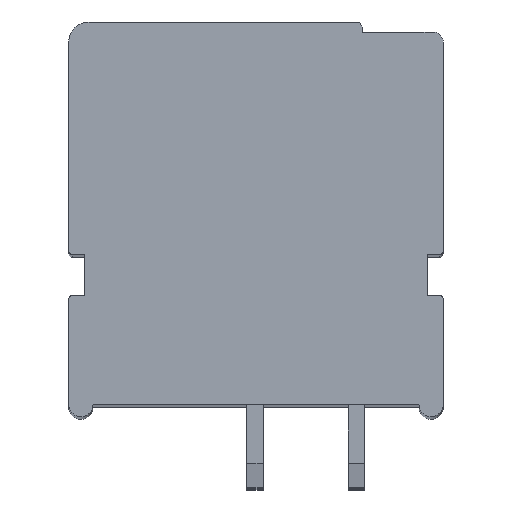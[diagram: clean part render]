
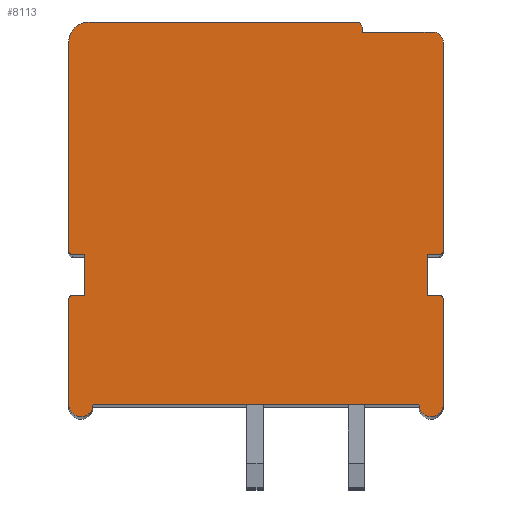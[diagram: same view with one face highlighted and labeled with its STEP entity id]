
A CAD part, top view. The second image highlights one B-rep face of the part: STEP entity #8113.
In plain terms, the highlighted planar face has unit normal (0, 0, 1).
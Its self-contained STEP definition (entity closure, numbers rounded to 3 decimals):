
#1130=CARTESIAN_POINT('',(8.75,8.75,4.7));
#1131=DIRECTION('',(0.,0.,1.));
#1132=DIRECTION('',(1.,0.,0.));
#1133=AXIS2_PLACEMENT_3D('',#1130,#1131,#1132);
#1135=DIRECTION('',(0.,1.,0.));
#1136=VECTOR('',#1135,10.3);
#1137=CARTESIAN_POINT('',(9.25,-1.55,4.7));
#1138=LINE('',#1137,#1136);
#1139=CARTESIAN_POINT('',(9.05,-1.55,4.7));
#1140=DIRECTION('',(0.,0.,1.));
#1141=DIRECTION('',(0.,-1.,0.));
#1142=AXIS2_PLACEMENT_3D('',#1139,#1140,#1141);
#1144=DIRECTION('',(1.,0.,0.));
#1145=VECTOR('',#1144,0.6);
#1146=CARTESIAN_POINT('',(8.45,-1.75,4.7));
#1147=LINE('',#1146,#1145);
#1148=DIRECTION('',(0.,1.,0.));
#1149=VECTOR('',#1148,2.);
#1150=CARTESIAN_POINT('',(8.45,-3.75,4.7));
#1151=LINE('',#1150,#1149);
#1152=DIRECTION('',(-1.,0.,0.));
#1153=VECTOR('',#1152,0.6);
#1154=CARTESIAN_POINT('',(9.05,-3.75,4.7));
#1155=LINE('',#1154,#1153);
#1156=CARTESIAN_POINT('',(9.05,-3.95,4.7));
#1157=DIRECTION('',(0.,0.,1.));
#1158=DIRECTION('',(1.,0.,0.));
#1159=AXIS2_PLACEMENT_3D('',#1156,#1157,#1158);
#1161=DIRECTION('',(0.,1.,0.));
#1162=VECTOR('',#1161,5.2);
#1163=CARTESIAN_POINT('',(9.25,-9.15,4.7));
#1164=LINE('',#1163,#1162);
#1165=CARTESIAN_POINT('',(8.65,-9.15,4.7));
#1166=DIRECTION('',(0.,0.,1.));
#1167=DIRECTION('',(-1.,0.,0.));
#1168=AXIS2_PLACEMENT_3D('',#1165,#1166,#1167);
#1170=DIRECTION('',(1.,0.,0.));
#1171=VECTOR('',#1170,16.1);
#1172=CARTESIAN_POINT('',(-8.05,-9.15,4.7));
#1173=LINE('',#1172,#1171);
#1174=CARTESIAN_POINT('',(-8.65,-9.15,4.7));
#1175=DIRECTION('',(0.,0.,1.));
#1176=DIRECTION('',(-1.,0.,0.));
#1177=AXIS2_PLACEMENT_3D('',#1174,#1175,#1176);
#1179=DIRECTION('',(0.,-1.,0.));
#1180=VECTOR('',#1179,5.2);
#1181=CARTESIAN_POINT('',(-9.25,-3.95,4.7));
#1182=LINE('',#1181,#1180);
#1183=CARTESIAN_POINT('',(-9.05,-3.95,4.7));
#1184=DIRECTION('',(0.,0.,1.));
#1185=DIRECTION('',(0.,1.,0.));
#1186=AXIS2_PLACEMENT_3D('',#1183,#1184,#1185);
#1188=DIRECTION('',(-1.,0.,0.));
#1189=VECTOR('',#1188,0.6);
#1190=CARTESIAN_POINT('',(-8.45,-3.75,4.7));
#1191=LINE('',#1190,#1189);
#1192=DIRECTION('',(0.,-1.,0.));
#1193=VECTOR('',#1192,2.);
#1194=CARTESIAN_POINT('',(-8.45,-1.75,4.7));
#1195=LINE('',#1194,#1193);
#1196=DIRECTION('',(1.,0.,0.));
#1197=VECTOR('',#1196,0.6);
#1198=CARTESIAN_POINT('',(-9.05,-1.75,4.7));
#1199=LINE('',#1198,#1197);
#1200=CARTESIAN_POINT('',(-9.05,-1.55,4.7));
#1201=DIRECTION('',(0.,0.,1.));
#1202=DIRECTION('',(-1.,0.,0.));
#1203=AXIS2_PLACEMENT_3D('',#1200,#1201,#1202);
#1205=DIRECTION('',(0.,-1.,0.));
#1206=VECTOR('',#1205,10.3);
#1207=CARTESIAN_POINT('',(-9.25,8.75,4.7));
#1208=LINE('',#1207,#1206);
#1209=CARTESIAN_POINT('',(-8.25,8.75,4.7));
#1210=DIRECTION('',(0.,0.,1.));
#1211=DIRECTION('',(0.,1.,0.));
#1212=AXIS2_PLACEMENT_3D('',#1209,#1210,#1211);
#1214=DIRECTION('',(-1.,0.,0.));
#1215=VECTOR('',#1214,13.2);
#1216=CARTESIAN_POINT('',(4.95,9.75,4.7));
#1217=LINE('',#1216,#1215);
#1218=CARTESIAN_POINT('',(4.95,9.45,4.7));
#1219=DIRECTION('',(0.,0.,1.));
#1220=DIRECTION('',(1.,0.,0.));
#1221=AXIS2_PLACEMENT_3D('',#1218,#1219,#1220);
#1223=DIRECTION('',(0.,1.,0.));
#1224=VECTOR('',#1223,0.2);
#1225=CARTESIAN_POINT('',(5.25,9.25,4.7));
#1226=LINE('',#1225,#1224);
#1227=DIRECTION('',(-1.,0.,0.));
#1228=VECTOR('',#1227,3.5);
#1229=CARTESIAN_POINT('',(8.75,9.25,4.7));
#1230=LINE('',#1229,#1228);
#5393=CARTESIAN_POINT('',(9.25,8.75,4.7));
#5394=CARTESIAN_POINT('',(8.75,9.25,4.7));
#5395=VERTEX_POINT('',#5393);
#5396=VERTEX_POINT('',#5394);
#5397=CARTESIAN_POINT('',(5.25,9.25,4.7));
#5398=VERTEX_POINT('',#5397);
#5399=CARTESIAN_POINT('',(5.25,9.45,4.7));
#5400=VERTEX_POINT('',#5399);
#5401=CARTESIAN_POINT('',(4.95,9.75,4.7));
#5402=VERTEX_POINT('',#5401);
#5403=CARTESIAN_POINT('',(-8.25,9.75,4.7));
#5404=VERTEX_POINT('',#5403);
#5405=CARTESIAN_POINT('',(-9.25,8.75,4.7));
#5406=VERTEX_POINT('',#5405);
#5407=CARTESIAN_POINT('',(-9.25,-1.55,4.7));
#5408=VERTEX_POINT('',#5407);
#5409=CARTESIAN_POINT('',(-9.05,-1.75,4.7));
#5410=VERTEX_POINT('',#5409);
#5411=CARTESIAN_POINT('',(-8.45,-1.75,4.7));
#5412=VERTEX_POINT('',#5411);
#5413=CARTESIAN_POINT('',(-8.45,-3.75,4.7));
#5414=VERTEX_POINT('',#5413);
#5415=CARTESIAN_POINT('',(-9.05,-3.75,4.7));
#5416=VERTEX_POINT('',#5415);
#5417=CARTESIAN_POINT('',(-9.25,-3.95,4.7));
#5418=VERTEX_POINT('',#5417);
#5419=CARTESIAN_POINT('',(-9.25,-9.15,4.7));
#5420=VERTEX_POINT('',#5419);
#5421=CARTESIAN_POINT('',(-8.05,-9.15,4.7));
#5422=VERTEX_POINT('',#5421);
#5423=CARTESIAN_POINT('',(8.05,-9.15,4.7));
#5424=VERTEX_POINT('',#5423);
#5425=CARTESIAN_POINT('',(9.25,-9.15,4.7));
#5426=VERTEX_POINT('',#5425);
#5427=CARTESIAN_POINT('',(9.25,-3.95,4.7));
#5428=VERTEX_POINT('',#5427);
#5429=CARTESIAN_POINT('',(9.05,-3.75,4.7));
#5430=VERTEX_POINT('',#5429);
#5431=CARTESIAN_POINT('',(8.45,-3.75,4.7));
#5432=VERTEX_POINT('',#5431);
#5433=CARTESIAN_POINT('',(8.45,-1.75,4.7));
#5434=VERTEX_POINT('',#5433);
#5435=CARTESIAN_POINT('',(9.05,-1.75,4.7));
#5436=VERTEX_POINT('',#5435);
#5437=CARTESIAN_POINT('',(9.25,-1.55,4.7));
#5438=VERTEX_POINT('',#5437);
#8083=CARTESIAN_POINT('',(0.,0.,4.7));
#8084=DIRECTION('',(0.,0.,1.));
#8085=DIRECTION('',(1.,0.,0.));
#8086=AXIS2_PLACEMENT_3D('',#8083,#8084,#8085);
#8087=PLANE('',#8086);
#8088=ORIENTED_EDGE('',*,*,#7125,.F.);
#8089=ORIENTED_EDGE('',*,*,#7140,.F.);
#8090=ORIENTED_EDGE('',*,*,#7154,.F.);
#8091=ORIENTED_EDGE('',*,*,#7168,.F.);
#8092=ORIENTED_EDGE('',*,*,#7182,.F.);
#8093=ORIENTED_EDGE('',*,*,#7196,.F.);
#8094=ORIENTED_EDGE('',*,*,#7210,.F.);
#8095=ORIENTED_EDGE('',*,*,#7224,.F.);
#8096=ORIENTED_EDGE('',*,*,#7238,.F.);
#8097=ORIENTED_EDGE('',*,*,#7252,.F.);
#8098=ORIENTED_EDGE('',*,*,#7546,.F.);
#8099=ORIENTED_EDGE('',*,*,#7560,.F.);
#8100=ORIENTED_EDGE('',*,*,#7574,.F.);
#8101=ORIENTED_EDGE('',*,*,#7588,.F.);
#8102=ORIENTED_EDGE('',*,*,#7602,.F.);
#8103=ORIENTED_EDGE('',*,*,#7616,.F.);
#8104=ORIENTED_EDGE('',*,*,#7630,.F.);
#8105=ORIENTED_EDGE('',*,*,#7644,.F.);
#8106=ORIENTED_EDGE('',*,*,#7658,.F.);
#8107=ORIENTED_EDGE('',*,*,#7672,.F.);
#8108=ORIENTED_EDGE('',*,*,#7910,.F.);
#8109=ORIENTED_EDGE('',*,*,#7924,.F.);
#8110=ORIENTED_EDGE('',*,*,#7937,.F.);
#8111=EDGE_LOOP('',(#8088,#8089,#8090,#8091,#8092,#8093,#8094,#8095,#8096,#8097,
#8098,#8099,#8100,#8101,#8102,#8103,#8104,#8105,#8106,#8107,#8108,#8109,#8110));
#8112=FACE_OUTER_BOUND('',#8111,.F.);
#1134=CIRCLE('',#1133,0.5);
#1143=CIRCLE('',#1142,0.2);
#1160=CIRCLE('',#1159,0.2);
#1169=CIRCLE('',#1168,0.6);
#1178=CIRCLE('',#1177,0.6);
#1187=CIRCLE('',#1186,0.2);
#1204=CIRCLE('',#1203,0.2);
#1213=CIRCLE('',#1212,1.);
#1222=CIRCLE('',#1221,0.3);
#7125=EDGE_CURVE('',#5395,#5396,#1134,.T.);
#7140=EDGE_CURVE('',#5438,#5395,#1138,.T.);
#7154=EDGE_CURVE('',#5436,#5438,#1143,.T.);
#7168=EDGE_CURVE('',#5434,#5436,#1147,.T.);
#7182=EDGE_CURVE('',#5432,#5434,#1151,.T.);
#7196=EDGE_CURVE('',#5430,#5432,#1155,.T.);
#7210=EDGE_CURVE('',#5428,#5430,#1160,.T.);
#7224=EDGE_CURVE('',#5426,#5428,#1164,.T.);
#7238=EDGE_CURVE('',#5424,#5426,#1169,.T.);
#7252=EDGE_CURVE('',#5422,#5424,#1173,.T.);
#7546=EDGE_CURVE('',#5420,#5422,#1178,.T.);
#7560=EDGE_CURVE('',#5418,#5420,#1182,.T.);
#7574=EDGE_CURVE('',#5416,#5418,#1187,.T.);
#7588=EDGE_CURVE('',#5414,#5416,#1191,.T.);
#7602=EDGE_CURVE('',#5412,#5414,#1195,.T.);
#7616=EDGE_CURVE('',#5410,#5412,#1199,.T.);
#7630=EDGE_CURVE('',#5408,#5410,#1204,.T.);
#7644=EDGE_CURVE('',#5406,#5408,#1208,.T.);
#7658=EDGE_CURVE('',#5404,#5406,#1213,.T.);
#7672=EDGE_CURVE('',#5402,#5404,#1217,.T.);
#7910=EDGE_CURVE('',#5400,#5402,#1222,.T.);
#7924=EDGE_CURVE('',#5398,#5400,#1226,.T.);
#7937=EDGE_CURVE('',#5396,#5398,#1230,.T.);
#8113=ADVANCED_FACE('',(#8112),#8087,.T.);
